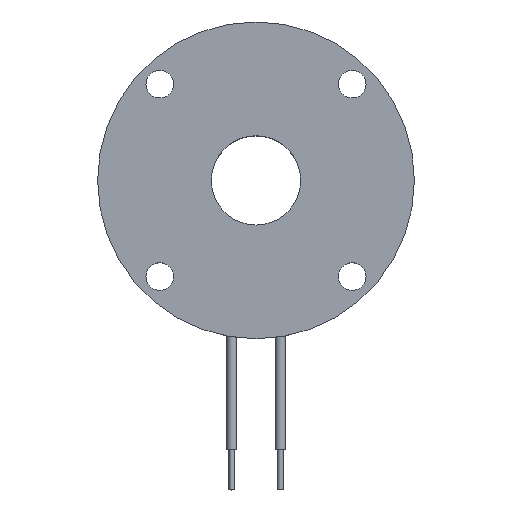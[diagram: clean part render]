
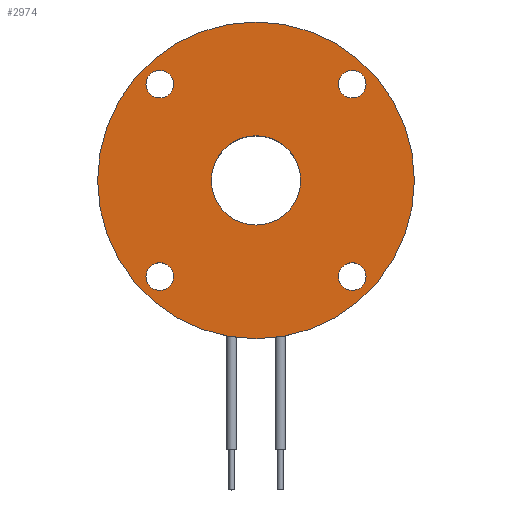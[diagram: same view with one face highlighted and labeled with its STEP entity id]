
A CAD part, top view. The second image highlights one B-rep face of the part: STEP entity #2974.
In plain terms, the highlighted planar face has unit normal (0, 0, 1).
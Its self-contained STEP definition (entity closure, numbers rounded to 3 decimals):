
#87 = DIRECTION ( 'NONE',  ( 0., 1., 0. ) ) ;
#100 = VERTEX_POINT ( 'NONE', #3123 ) ;
#155 = EDGE_CURVE ( 'NONE', #2290, #1338, #1085, .T. ) ;
#164 = DIRECTION ( 'NONE',  ( 0., 0., 1. ) ) ;
#192 = PLANE ( 'NONE',  #375 ) ;
#196 = VERTEX_POINT ( 'NONE', #4381 ) ;
#341 = CARTESIAN_POINT ( 'NONE',  ( 11.844, -13.544, 0. ) ) ;
#346 = EDGE_CURVE ( 'NONE', #100, #2382, #1517, .T. ) ;
#351 = VERTEX_POINT ( 'NONE', #1112 ) ;
#375 = AXIS2_PLACEMENT_3D ( 'NONE', #1813, #2136, #1310 ) ;
#447 = DIRECTION ( 'NONE',  ( 0., 0., 1. ) ) ;
#517 = FACE_OUTER_BOUND ( 'NONE', #3285, .T. ) ;
#580 = CARTESIAN_POINT ( 'NONE',  ( 0., 5.5, 0. ) ) ;
#725 = ORIENTED_EDGE ( 'NONE', *, *, #4107, .F. ) ;
#746 = DIRECTION ( 'NONE',  ( 0., 0., 1. ) ) ;
#750 = DIRECTION ( 'NONE',  ( 0., 1., 0. ) ) ;
#852 = CARTESIAN_POINT ( 'NONE',  ( 0., 19.5, 0. ) ) ;
#911 = FACE_BOUND ( 'NONE', #4917, .T. ) ;
#986 = CIRCLE ( 'NONE', #4004, 19.5 ) ;
#1041 = DIRECTION ( 'NONE',  ( 0., 0., 1. ) ) ;
#1062 = CIRCLE ( 'NONE', #4789, 1.7 ) ;
#1079 = DIRECTION ( 'NONE',  ( 0., 1., 0. ) ) ;
#1085 = CIRCLE ( 'NONE', #4885, 1.7 ) ;
#1099 = DIRECTION ( 'NONE',  ( 0., 1., 0. ) ) ;
#1112 = CARTESIAN_POINT ( 'NONE',  ( 0., -19.5, 0. ) ) ;
#1150 = VERTEX_POINT ( 'NONE', #5009 ) ;
#1310 = DIRECTION ( 'NONE',  ( 0., 1., 0. ) ) ;
#1315 = CIRCLE ( 'NONE', #2875, 1.7 ) ;
#1338 = VERTEX_POINT ( 'NONE', #341 ) ;
#1396 = VERTEX_POINT ( 'NONE', #2015 ) ;
#1444 = CARTESIAN_POINT ( 'NONE',  ( -11.844, 11.844, 0. ) ) ;
#1453 = VERTEX_POINT ( 'NONE', #3314 ) ;
#1494 = EDGE_CURVE ( 'NONE', #1338, #2290, #1062, .T. ) ;
#1500 = CARTESIAN_POINT ( 'NONE',  ( 11.844, 11.844, 0. ) ) ;
#1517 = CIRCLE ( 'NONE', #4108, 1.7 ) ;
#1759 = DIRECTION ( 'NONE',  ( 0., 1., 0. ) ) ;
#1760 = AXIS2_PLACEMENT_3D ( 'NONE', #3382, #447, #87 ) ;
#1813 = CARTESIAN_POINT ( 'NONE',  ( -5.5, 0., 0. ) ) ;
#1975 = DIRECTION ( 'NONE',  ( 0., 0., 1. ) ) ;
#1977 = DIRECTION ( 'NONE',  ( 0., 1., 0. ) ) ;
#2015 = CARTESIAN_POINT ( 'NONE',  ( 0., -5.5, 0. ) ) ;
#2022 = EDGE_CURVE ( 'NONE', #2382, #100, #1315, .T. ) ;
#2024 = AXIS2_PLACEMENT_3D ( 'NONE', #4031, #1975, #3623 ) ;
#2059 = EDGE_CURVE ( 'NONE', #4173, #351, #986, .T. ) ;
#2074 = ORIENTED_EDGE ( 'NONE', *, *, #2059, .T. ) ;
#2103 = CARTESIAN_POINT ( 'NONE',  ( -11.844, -10.144, 0. ) ) ;
#2133 = ORIENTED_EDGE ( 'NONE', *, *, #2444, .T. ) ;
#2136 = DIRECTION ( 'NONE',  ( 0., 0., 1. ) ) ;
#2217 = CARTESIAN_POINT ( 'NONE',  ( 11.844, -11.844, 0. ) ) ;
#2245 = FACE_BOUND ( 'NONE', #3686, .T. ) ;
#2252 = CARTESIAN_POINT ( 'NONE',  ( -11.844, 11.844, 0. ) ) ;
#2290 = VERTEX_POINT ( 'NONE', #4408 ) ;
#2294 = DIRECTION ( 'NONE',  ( 0., 0., 1. ) ) ;
#2299 = DIRECTION ( 'NONE',  ( 0., 1., 0. ) ) ;
#2382 = VERTEX_POINT ( 'NONE', #2103 ) ;
#2385 = EDGE_CURVE ( 'NONE', #1150, #3614, #3929, .T. ) ;
#2444 = EDGE_CURVE ( 'NONE', #351, #4173, #2726, .T. ) ;
#2479 = CARTESIAN_POINT ( 'NONE',  ( -11.844, -11.844, 0. ) ) ;
#2549 = DIRECTION ( 'NONE',  ( 0., 1., 0. ) ) ;
#2639 = DIRECTION ( 'NONE',  ( 0., 1., 0. ) ) ;
#2642 = VERTEX_POINT ( 'NONE', #580 ) ;
#2674 = ORIENTED_EDGE ( 'NONE', *, *, #5240, .F. ) ;
#2693 = DIRECTION ( 'NONE',  ( 0., 1., 0. ) ) ;
#2726 = CIRCLE ( 'NONE', #2024, 19.5 ) ;
#2775 = DIRECTION ( 'NONE',  ( 0., 0., 1. ) ) ;
#2830 = ORIENTED_EDGE ( 'NONE', *, *, #2385, .F. ) ;
#2840 = ORIENTED_EDGE ( 'NONE', *, *, #346, .F. ) ;
#2875 = AXIS2_PLACEMENT_3D ( 'NONE', #2479, #4197, #1759 ) ;
#2927 = ORIENTED_EDGE ( 'NONE', *, *, #2022, .F. ) ;
#2974 = ADVANCED_FACE ( 'NONE', ( #911, #2245, #4245, #3901, #517, #4597 ), #192, .T. ) ;
#3064 = ORIENTED_EDGE ( 'NONE', *, *, #3188, .F. ) ;
#3123 = CARTESIAN_POINT ( 'NONE',  ( -11.844, -13.544, 0. ) ) ;
#3155 = DIRECTION ( 'NONE',  ( 0., 0., 1. ) ) ;
#3174 = ORIENTED_EDGE ( 'NONE', *, *, #3386, .F. ) ;
#3188 = EDGE_CURVE ( 'NONE', #1396, #2642, #4356, .T. ) ;
#3285 = EDGE_LOOP ( 'NONE', ( #2074, #2133 ) ) ;
#3307 = CIRCLE ( 'NONE', #1760, 5.5 ) ;
#3314 = CARTESIAN_POINT ( 'NONE',  ( -11.844, 10.144, 0. ) ) ;
#3352 = CIRCLE ( 'NONE', #4747, 1.7 ) ;
#3382 = CARTESIAN_POINT ( 'NONE',  ( 0., 0., 0. ) ) ;
#3386 = EDGE_CURVE ( 'NONE', #196, #1453, #3973, .T. ) ;
#3403 = DIRECTION ( 'NONE',  ( 0., 1., 0. ) ) ;
#3422 = EDGE_CURVE ( 'NONE', #3614, #1150, #3352, .T. ) ;
#3434 = CARTESIAN_POINT ( 'NONE',  ( 0., 0., 0. ) ) ;
#3450 = DIRECTION ( 'NONE',  ( 0., 0., 1. ) ) ;
#3465 = AXIS2_PLACEMENT_3D ( 'NONE', #2252, #746, #2299 ) ;
#3525 = ORIENTED_EDGE ( 'NONE', *, *, #3422, .F. ) ;
#3580 = CARTESIAN_POINT ( 'NONE',  ( -11.844, -11.844, 0. ) ) ;
#3614 = VERTEX_POINT ( 'NONE', #4669 ) ;
#3623 = DIRECTION ( 'NONE',  ( 0., 1., 0. ) ) ;
#3686 = EDGE_LOOP ( 'NONE', ( #3525, #2830 ) ) ;
#3759 = CARTESIAN_POINT ( 'NONE',  ( 11.844, 11.844, 0. ) ) ;
#3901 = FACE_BOUND ( 'NONE', #4513, .T. ) ;
#3929 = CIRCLE ( 'NONE', #4614, 1.7 ) ;
#3973 = CIRCLE ( 'NONE', #5255, 1.7 ) ;
#4004 = AXIS2_PLACEMENT_3D ( 'NONE', #3434, #2294, #1079 ) ;
#4022 = CARTESIAN_POINT ( 'NONE',  ( 0., 0., 0. ) ) ;
#4031 = CARTESIAN_POINT ( 'NONE',  ( 0., 0., 0. ) ) ;
#4107 = EDGE_CURVE ( 'NONE', #1453, #196, #4953, .T. ) ;
#4108 = AXIS2_PLACEMENT_3D ( 'NONE', #3580, #4848, #1977 ) ;
#4173 = VERTEX_POINT ( 'NONE', #852 ) ;
#4197 = DIRECTION ( 'NONE',  ( 0., 0., 1. ) ) ;
#4245 = FACE_BOUND ( 'NONE', #4556, .T. ) ;
#4356 = CIRCLE ( 'NONE', #5218, 5.5 ) ;
#4361 = ORIENTED_EDGE ( 'NONE', *, *, #155, .F. ) ;
#4381 = CARTESIAN_POINT ( 'NONE',  ( -11.844, 13.544, 0. ) ) ;
#4406 = EDGE_LOOP ( 'NONE', ( #2674, #3064 ) ) ;
#4408 = CARTESIAN_POINT ( 'NONE',  ( 11.844, -10.144, 0. ) ) ;
#4513 = EDGE_LOOP ( 'NONE', ( #2840, #2927 ) ) ;
#4556 = EDGE_LOOP ( 'NONE', ( #725, #3174 ) ) ;
#4597 = FACE_BOUND ( 'NONE', #4406, .T. ) ;
#4614 = AXIS2_PLACEMENT_3D ( 'NONE', #3759, #4999, #3403 ) ;
#4669 = CARTESIAN_POINT ( 'NONE',  ( 11.844, 10.144, 0. ) ) ;
#4747 = AXIS2_PLACEMENT_3D ( 'NONE', #1500, #3155, #1099 ) ;
#4789 = AXIS2_PLACEMENT_3D ( 'NONE', #2217, #164, #2549 ) ;
#4848 = DIRECTION ( 'NONE',  ( 0., 0., 1. ) ) ;
#4885 = AXIS2_PLACEMENT_3D ( 'NONE', #5105, #3450, #2639 ) ;
#4917 = EDGE_LOOP ( 'NONE', ( #4920, #4361 ) ) ;
#4920 = ORIENTED_EDGE ( 'NONE', *, *, #1494, .F. ) ;
#4953 = CIRCLE ( 'NONE', #3465, 1.7 ) ;
#4999 = DIRECTION ( 'NONE',  ( 0., 0., 1. ) ) ;
#5009 = CARTESIAN_POINT ( 'NONE',  ( 11.844, 13.544, 0. ) ) ;
#5105 = CARTESIAN_POINT ( 'NONE',  ( 11.844, -11.844, 0. ) ) ;
#5218 = AXIS2_PLACEMENT_3D ( 'NONE', #4022, #2775, #750 ) ;
#5240 = EDGE_CURVE ( 'NONE', #2642, #1396, #3307, .T. ) ;
#5255 = AXIS2_PLACEMENT_3D ( 'NONE', #1444, #1041, #2693 ) ;
